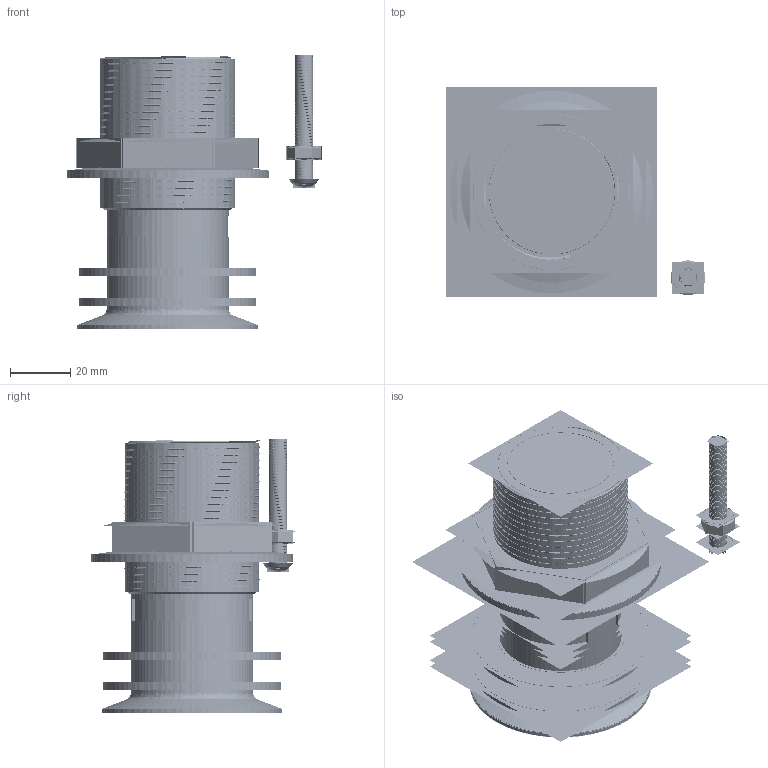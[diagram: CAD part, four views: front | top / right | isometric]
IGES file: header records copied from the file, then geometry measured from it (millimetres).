
Start section:  PTC IGES file: sl6305-01BSW0141C_asm.igs
Global section: file name: sl6305-01BSW0141C_asm.igs; native system: Pro/ENGINEER by Parametric Technology Corporation; preprocessor: 2010280; author: Administrator; organization: Unknown; date: 20191205.154052; units: millimetre
Bounding box: 85.94 x 69.68 x 91.03 mm (x, y, z)
Volume: 66136.3 mm3; surface area: 608113.6 mm2
Topology: 7 solids, 7 shells, 944 faces, 5024 edges, 6442 vertices
Faces by surface type: revolution 614, bspline 330
